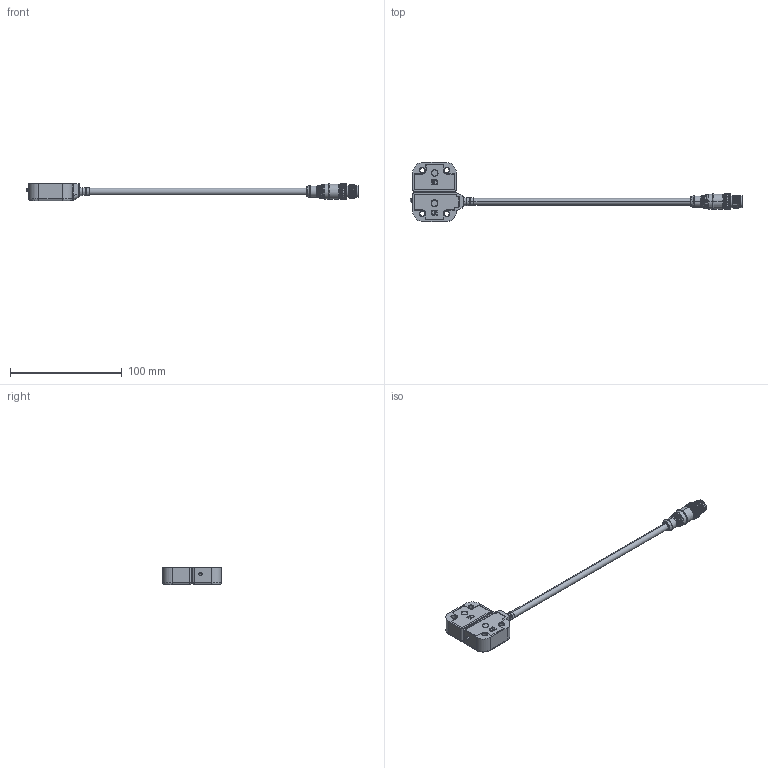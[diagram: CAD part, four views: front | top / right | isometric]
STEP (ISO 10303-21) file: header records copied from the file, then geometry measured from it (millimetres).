
FILE_DESCRIPTION (( 'STEP AP214' ), '1' );
FILE_NAME ('MMC-H-131108.step', '2017-09-27T14:05:43', ( '' ), ( '' ), 'SwSTEP 2.0', 'SolidWorks 2017', '' );
FILE_SCHEMA (( 'AUTOMOTIVE_DESIGN' ));
Length unit declared in the file: inch
Products named in the file (3): MMC-H-131108_1; MMC-H-131108_2; MMC-H-131108
Assembly tree (2 placements, depth 2):
  MMC-H-131108
    MMC-H-131108_1
    MMC-H-131108_2
Bounding box: 297.5 x 53 x 15.35 mm (x, y, z)
Volume: 26468 mm3; surface area: 24775.6 mm2
Topology: 10 solids, 10 shells, 958 faces, 2445 edges, 1500 vertices
Faces by surface type: cylinder 344, plane 335, bspline 201, cone 78
Entity records: 33177 total; most frequent: CARTESIAN_POINT 11087, ORIENTED_EDGE 4794, DIRECTION 4358, EDGE_CURVE 2397, AXIS2_PLACEMENT_3D 1670, VERTEX_POINT 1500, EDGE_LOOP 1019, VECTOR 1018
